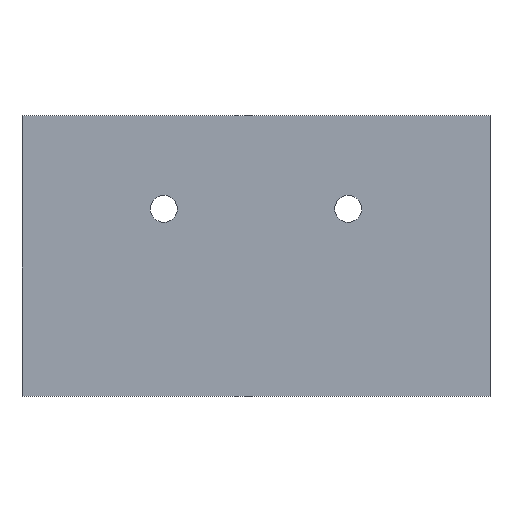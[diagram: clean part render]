
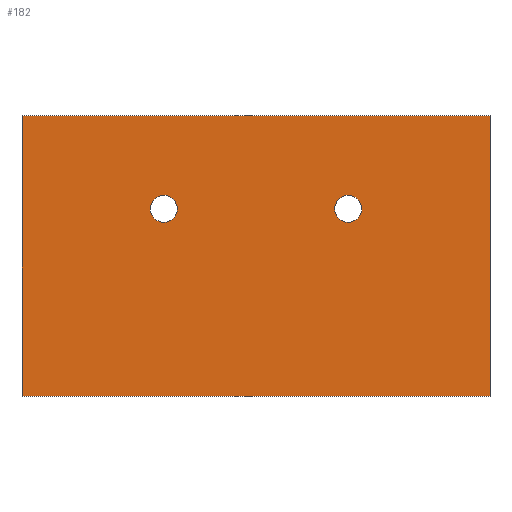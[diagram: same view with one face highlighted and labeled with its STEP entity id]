
A CAD part, top view. The second image highlights one B-rep face of the part: STEP entity #182.
In plain terms, the highlighted planar face has unit normal (0, 0, 1).
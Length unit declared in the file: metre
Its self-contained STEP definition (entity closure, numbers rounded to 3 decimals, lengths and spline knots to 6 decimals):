
#18=LINE('',#284,#30);
#22=LINE('',#294,#34);
#25=LINE('',#300,#37);
#27=LINE('',#308,#39);
#30=VECTOR('',#229,1.);
#34=VECTOR('',#237,1.);
#37=VECTOR('',#242,1.);
#39=VECTOR('',#252,1.);
#62=ORIENTED_EDGE('',*,*,#83,.F.);
#63=ORIENTED_EDGE('',*,*,#88,.T.);
#64=ORIENTED_EDGE('',*,*,#91,.T.);
#65=ORIENTED_EDGE('',*,*,#95,.F.);
#66=ORIENTED_EDGE('',*,*,#92,.F.);
#67=ORIENTED_EDGE('',*,*,#96,.F.);
#83=EDGE_CURVE('',#103,#104,#18,.T.);
#88=EDGE_CURVE('',#103,#107,#22,.T.);
#91=EDGE_CURVE('',#107,#109,#25,.T.);
#92=EDGE_CURVE('',#110,#110,#118,.T.);
#95=EDGE_CURVE('',#104,#109,#27,.T.);
#96=EDGE_CURVE('',#112,#112,#120,.T.);
#103=VERTEX_POINT('',#283);
#104=VERTEX_POINT('',#285);
#107=VERTEX_POINT('',#293);
#109=VERTEX_POINT('',#299);
#110=VERTEX_POINT('',#303);
#112=VERTEX_POINT('',#311);
#118=CIRCLE('',#207,0.0015);
#120=CIRCLE('',#211,0.0015);
#134=EDGE_LOOP('',(#62,#63,#64,#65));
#135=EDGE_LOOP('',(#66));
#136=EDGE_LOOP('',(#67));
#156=FACE_BOUND('',#134,.T.);
#157=FACE_BOUND('',#135,.T.);
#158=FACE_BOUND('',#136,.T.);
#172=PLANE('',#213);
#182=ADVANCED_FACE('',(#156,#157,#158),#172,.T.);
#207=AXIS2_PLACEMENT_3D('',#302,#245,#246);
#211=AXIS2_PLACEMENT_3D('',#310,#255,#256);
#213=AXIS2_PLACEMENT_3D('',#314,#259,#260);
#229=DIRECTION('',(0.,-1.,0.));
#237=DIRECTION('',(-1.,0.,0.));
#242=DIRECTION('',(0.,-1.,0.));
#245=DIRECTION('',(0.,0.,1.));
#246=DIRECTION('',(1.,0.,0.));
#252=DIRECTION('',(-1.,0.,0.));
#255=DIRECTION('',(0.,0.,1.));
#256=DIRECTION('',(1.,0.,0.));
#259=DIRECTION('',(0.,0.,1.));
#260=DIRECTION('',(1.,0.,0.));
#283=CARTESIAN_POINT('',(0.026,0.0156,0.004));
#284=CARTESIAN_POINT('',(0.026,0.,0.004));
#285=CARTESIAN_POINT('',(0.026,-0.0156,0.004));
#293=CARTESIAN_POINT('',(-0.026,0.0156,0.004));
#294=CARTESIAN_POINT('',(0.,0.0156,0.004));
#299=CARTESIAN_POINT('',(-0.026,-0.0156,0.004));
#300=CARTESIAN_POINT('',(-0.026,0.,0.004));
#302=CARTESIAN_POINT('',(-0.01025,0.005247,0.004));
#303=CARTESIAN_POINT('',(-0.00875,0.005247,0.004));
#308=CARTESIAN_POINT('',(0.,-0.0156,0.004));
#310=CARTESIAN_POINT('',(0.01025,0.005247,0.004));
#311=CARTESIAN_POINT('',(0.01175,0.005247,0.004));
#314=CARTESIAN_POINT('',(0.,0.,0.004));
